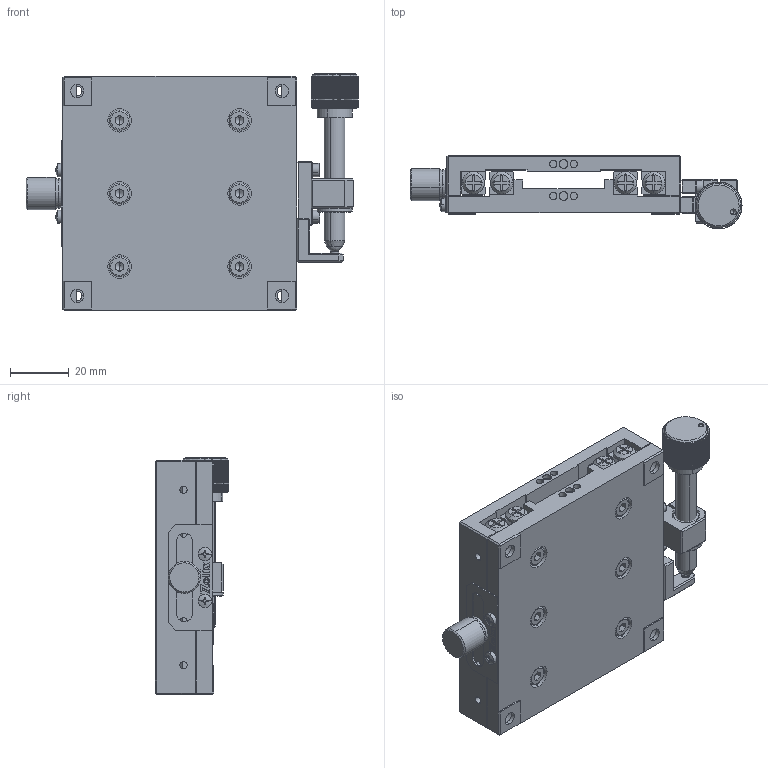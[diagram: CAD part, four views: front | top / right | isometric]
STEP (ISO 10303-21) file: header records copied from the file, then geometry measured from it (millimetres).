
FILE_DESCRIPTION (( 'STEP AP203' ), '1' );
FILE_NAME ('AK25-8020RZ.step', '2019-05-08T06:33:05', ( '' ), ( '' ), 'SwSTEP 2.0', 'SolidWorks 2017', '' );
FILE_SCHEMA (( 'CONFIG_CONTROL_DESIGN' ));
Length unit declared in the file: millimetre
Products named in the file (1): AK25-8020RZ
Bounding box: 113.5 x 25.2 x 81 mm (x, y, z)
Surface area: 47514.8 mm2 (no closed solid volume)
Topology: 0 solids, 41 shells, 1259 faces, 3762 edges, 2455 vertices
Faces by surface type: plane 750, cylinder 291, cone 178, torus 34, sphere 6
Entity records: 42315 total; most frequent: CARTESIAN_POINT 9123, DIRECTION 6778, ORIENTED_EDGE 6606, EDGE_CURVE 3726, VERTEX_POINT 2455, AXIS2_PLACEMENT_3D 2330, LINE 2118, VECTOR 2118
